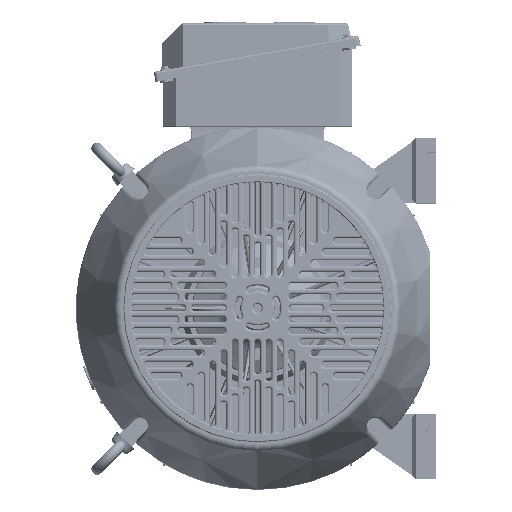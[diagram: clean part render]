
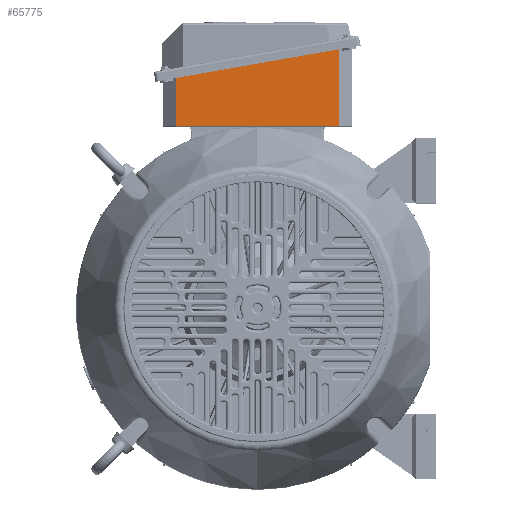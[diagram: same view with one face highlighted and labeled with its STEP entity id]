
A CAD part, top view. The second image highlights one B-rep face of the part: STEP entity #65775.
In plain terms, the highlighted planar face has unit normal (0, 0, 1).
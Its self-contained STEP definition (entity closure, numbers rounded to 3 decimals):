
#53604 = DIRECTION ( 'NONE',  ( 0., -1., 0. ) ) ;
#53606 = CARTESIAN_POINT ( 'NONE',  ( 18.929, 0., 121. ) ) ;
#53607 = LINE ( 'NONE', #53606, #53811 ) ;
#53636 = CARTESIAN_POINT ( 'NONE',  ( 18.929, 4., 121. ) ) ;
#53729 = CARTESIAN_POINT ( 'NONE',  ( 249.772, 112.662, 121. ) ) ;
#53733 = DIRECTION ( 'NONE',  ( 0.985, 0.174, 0. ) ) ;
#53734 = VECTOR ( 'NONE', #53733, 1000. ) ;
#53736 = CARTESIAN_POINT ( 'NONE',  ( -11.735, 66.552, 121. ) ) ;
#53739 = LINE ( 'NONE', #53736, #53734 ) ;
#53811 = VECTOR ( 'NONE', #53604, 1000. ) ;
#54247 = CARTESIAN_POINT ( 'NONE',  ( 18.929, 71.959, 121. ) ) ;
#54489 = CARTESIAN_POINT ( 'NONE',  ( 249.772, 0., 121. ) ) ;
#54490 = LINE ( 'NONE', #54489, #54711 ) ;
#54705 = CARTESIAN_POINT ( 'NONE',  ( 249.772, 4., 121. ) ) ;
#54708 = DIRECTION ( 'NONE',  ( 0., 1., 0. ) ) ;
#54711 = VECTOR ( 'NONE', #54708, 1000. ) ;
#57520 = FACE_OUTER_BOUND ( 'NONE', #65779, .T. ) ;
#57687 = DIRECTION ( 'NONE',  ( 1., 0., 0. ) ) ;
#57690 = VECTOR ( 'NONE', #57687, 1000. ) ;
#57692 = CARTESIAN_POINT ( 'NONE',  ( 0., 4., 121. ) ) ;
#57694 = LINE ( 'NONE', #57692, #57690 ) ;
#57717 = DIRECTION ( 'NONE',  ( -1., 0., 0. ) ) ;
#57719 = DIRECTION ( 'NONE',  ( 0., 0., -1. ) ) ;
#57722 = AXIS2_PLACEMENT_3D ( 'NONE', #57733, #57719, #57717 ) ;
#57733 = CARTESIAN_POINT ( 'NONE',  ( 0., 0., 121. ) ) ;
#57735 = PLANE ( 'NONE',  #57722 ) ;
#64957 = VERTEX_POINT ( 'NONE', #53636 ) ;
#64960 = EDGE_CURVE ( 'NONE', #65049, #64957, #53607, .T. ) ;
#64980 = EDGE_CURVE ( 'NONE', #65049, #64982, #53739, .T. ) ;
#64982 = VERTEX_POINT ( 'NONE', #53729 ) ;
#65049 = VERTEX_POINT ( 'NONE', #54247 ) ;
#65117 = EDGE_CURVE ( 'NONE', #65121, #64982, #54490, .T. ) ;
#65121 = VERTEX_POINT ( 'NONE', #54705 ) ;
#65775 = ADVANCED_FACE ( 'NONE', ( #57520 ), #57735, .F. ) ;
#65779 = EDGE_LOOP ( 'NONE', ( #65781, #65783, #65787, #65789 ) ) ;
#65781 = ORIENTED_EDGE ( 'NONE', *, *, #64960, .T. ) ;
#65783 = ORIENTED_EDGE ( 'NONE', *, *, #65785, .T. ) ;
#65785 = EDGE_CURVE ( 'NONE', #64957, #65121, #57694, .T. ) ;
#65787 = ORIENTED_EDGE ( 'NONE', *, *, #65117, .T. ) ;
#65789 = ORIENTED_EDGE ( 'NONE', *, *, #64980, .F. ) ;
